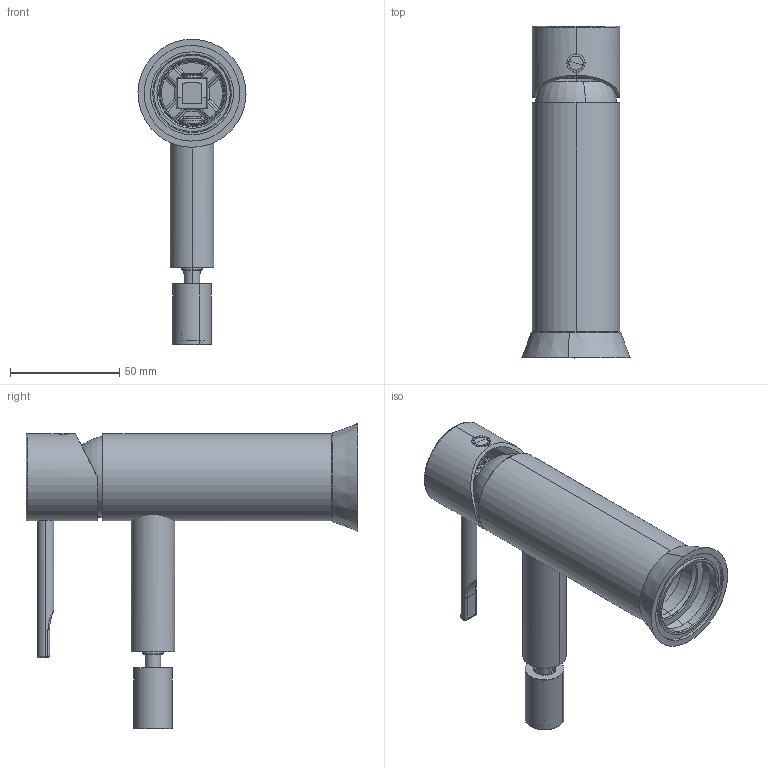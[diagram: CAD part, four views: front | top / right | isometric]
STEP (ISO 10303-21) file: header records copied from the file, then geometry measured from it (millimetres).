
FILE_DESCRIPTION (( 'STEP AP203' ), '1' );
FILE_NAME ('39BP07252.STEP', '2023-02-16T09:40:21', ( '' ), ( '' ), 'SwSTEP 2.0', 'SolidWorks 2021', '' );
FILE_SCHEMA (( 'CONFIG_CONTROL_DESIGN' ));
Length unit declared in the file: millimetre
Products named in the file (1): 39BP07252
Bounding box: 49.48 x 152 x 139.92 mm (x, y, z)
Volume: 59256.2 mm3; surface area: 62540.6 mm2
Topology: 13 solids, 13 shells, 433 faces, 1020 edges, 628 vertices
Faces by surface type: cylinder 159, plane 121, cone 56, torus 43, bspline 36, sphere 18
Entity records: 16103 total; most frequent: CARTESIAN_POINT 6246, DIRECTION 2120, ORIENTED_EDGE 2018, EDGE_CURVE 1009, AXIS2_PLACEMENT_3D 870, VERTEX_POINT 625, EDGE_LOOP 480, CIRCLE 472
